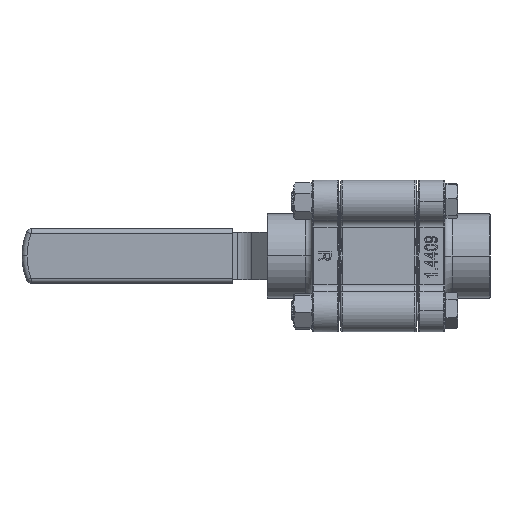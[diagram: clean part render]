
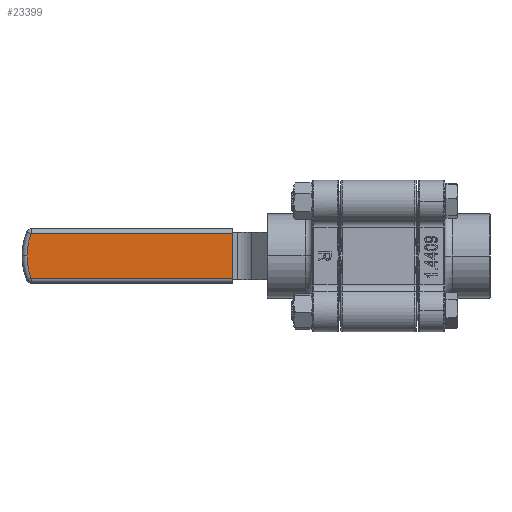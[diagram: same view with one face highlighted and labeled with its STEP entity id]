
A CAD part, front view. The second image highlights one B-rep face of the part: STEP entity #23399.
In plain terms, the highlighted planar face has unit normal (0, -1, 0).
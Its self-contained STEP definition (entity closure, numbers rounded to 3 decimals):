
#2491 = DIRECTION ( 'NONE',  ( -1., 0., 0. ) ) ;
#5595 = FACE_OUTER_BOUND ( 'NONE', #55699, .T. ) ;
#8309 = ORIENTED_EDGE ( 'NONE', *, *, #19180, .T. ) ;
#10111 = AXIS2_PLACEMENT_3D ( 'NONE', #64850, #29907, #70764 ) ;
#10308 = EDGE_CURVE ( 'NONE', #36825, #41854, #70748, .T. ) ;
#10637 = CARTESIAN_POINT ( 'NONE',  ( -140.287, 79.833, 9. ) ) ;
#11118 = ORIENTED_EDGE ( 'NONE', *, *, #10308, .T. ) ;
#11436 = CIRCLE ( 'NONE', #10111, 24.5 ) ;
#19180 = EDGE_CURVE ( 'NONE', #41854, #55321, #70399, .T. ) ;
#20655 = ORIENTED_EDGE ( 'NONE', *, *, #75272, .T. ) ;
#20950 = DIRECTION ( 'NONE',  ( 0., 1., 0. ) ) ;
#23108 = CARTESIAN_POINT ( 'NONE',  ( -59., 79.833, -11. ) ) ;
#23399 = ADVANCED_FACE ( 'NONE', ( #5595 ), #55706, .F. ) ;
#25296 = CARTESIAN_POINT ( 'NONE',  ( -141.609, 79.833, 9. ) ) ;
#26565 = LINE ( 'NONE', #27452, #40206 ) ;
#27452 = CARTESIAN_POINT ( 'NONE',  ( -59., 79.833, -9. ) ) ;
#27643 = CARTESIAN_POINT ( 'NONE',  ( -59., 79.833, 9. ) ) ;
#28343 = CARTESIAN_POINT ( 'NONE',  ( -59., 79.833, -9. ) ) ;
#28438 = LINE ( 'NONE', #23108, #42128 ) ;
#29907 = DIRECTION ( 'NONE',  ( 0., -1., 0. ) ) ;
#33331 = DIRECTION ( 'NONE',  ( 1., 0., 0. ) ) ;
#35099 = VERTEX_POINT ( 'NONE', #28343 ) ;
#36410 = AXIS2_PLACEMENT_3D ( 'NONE', #55947, #20950, #61826 ) ;
#36825 = VERTEX_POINT ( 'NONE', #27643 ) ;
#36860 = CARTESIAN_POINT ( 'NONE',  ( -142., 79.833, 0. ) ) ;
#37502 = DIRECTION ( 'NONE',  ( 0., -1., 0. ) ) ;
#40206 = VECTOR ( 'NONE', #33331, 1000. ) ;
#41854 = VERTEX_POINT ( 'NONE', #10637 ) ;
#42128 = VECTOR ( 'NONE', #63935, 1000. ) ;
#42791 = ORIENTED_EDGE ( 'NONE', *, *, #72642, .T. ) ;
#46687 = AXIS2_PLACEMENT_3D ( 'NONE', #72541, #37502, #2491 ) ;
#54348 = DIRECTION ( 'NONE',  ( -1., 0., 0. ) ) ;
#55198 = VECTOR ( 'NONE', #54348, 1000. ) ;
#55321 = VERTEX_POINT ( 'NONE', #36860 ) ;
#55699 = EDGE_LOOP ( 'NONE', ( #20655, #11118, #8309, #42791, #57719 ) ) ;
#55706 = PLANE ( 'NONE',  #36410 ) ;
#55947 = CARTESIAN_POINT ( 'NONE',  ( -117.5, 79.833, 0. ) ) ;
#57719 = ORIENTED_EDGE ( 'NONE', *, *, #59431, .T. ) ;
#58879 = CARTESIAN_POINT ( 'NONE',  ( -140.287, 79.833, -9. ) ) ;
#59431 = EDGE_CURVE ( 'NONE', #66267, #35099, #26565, .T. ) ;
#61826 = DIRECTION ( 'NONE',  ( -1., 0., 0. ) ) ;
#63935 = DIRECTION ( 'NONE',  ( 0., 0., 1. ) ) ;
#64850 = CARTESIAN_POINT ( 'NONE',  ( -117.5, 79.833, 0. ) ) ;
#66267 = VERTEX_POINT ( 'NONE', #58879 ) ;
#70399 = CIRCLE ( 'NONE', #46687, 24.5 ) ;
#70748 = LINE ( 'NONE', #25296, #55198 ) ;
#70764 = DIRECTION ( 'NONE',  ( -1., 0., 0. ) ) ;
#72541 = CARTESIAN_POINT ( 'NONE',  ( -117.5, 79.833, 0. ) ) ;
#72642 = EDGE_CURVE ( 'NONE', #55321, #66267, #11436, .T. ) ;
#75272 = EDGE_CURVE ( 'NONE', #35099, #36825, #28438, .T. ) ;
